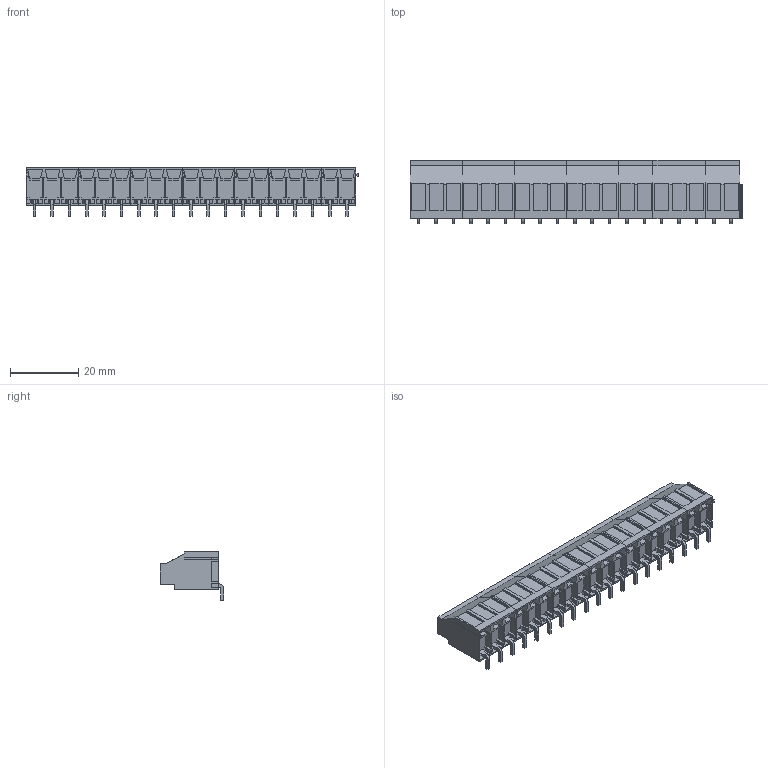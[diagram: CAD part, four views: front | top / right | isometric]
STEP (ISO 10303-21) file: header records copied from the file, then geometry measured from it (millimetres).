
FILE_DESCRIPTION(('CATIA V5 STEP','CAx-IF Rec.Pracs.--- Model Styling and Organization---1.2---2011-12-15'),'2;1');
FILE_NAME ('D1462062_0_2432080000_2432080000.stp','2016-10-03T07:08:10+00:00',('none'),('Weidmueller'),'CATIA Version 5-6 Release 2014','CATIA V5 STEP AP214','none');
FILE_SCHEMA(('AUTOMOTIVE_DESIGN { 1 0 10303 214 1 1 1 1 }'));
Length unit declared in the file: millimetre
Products named in the file (1): 2432080000_S
Bounding box: 97.17 x 18.57 x 14.2 mm (x, y, z)
Volume: 12621.8 mm3; surface area: 13136.9 mm2
Topology: 45 solids, 45 shells, 1443 faces, 3812 edges, 2516 vertices
Faces by surface type: plane 1291, cylinder 152
Entity records: 41074 total; most frequent: ORIENTED_EDGE 7624, CARTESIAN_POINT 7278, DIRECTION 5710, EDGE_CURVE 3812, VECTOR 3432, LINE 3432, VERTEX_POINT 2516, EDGE_LOOP 1500
